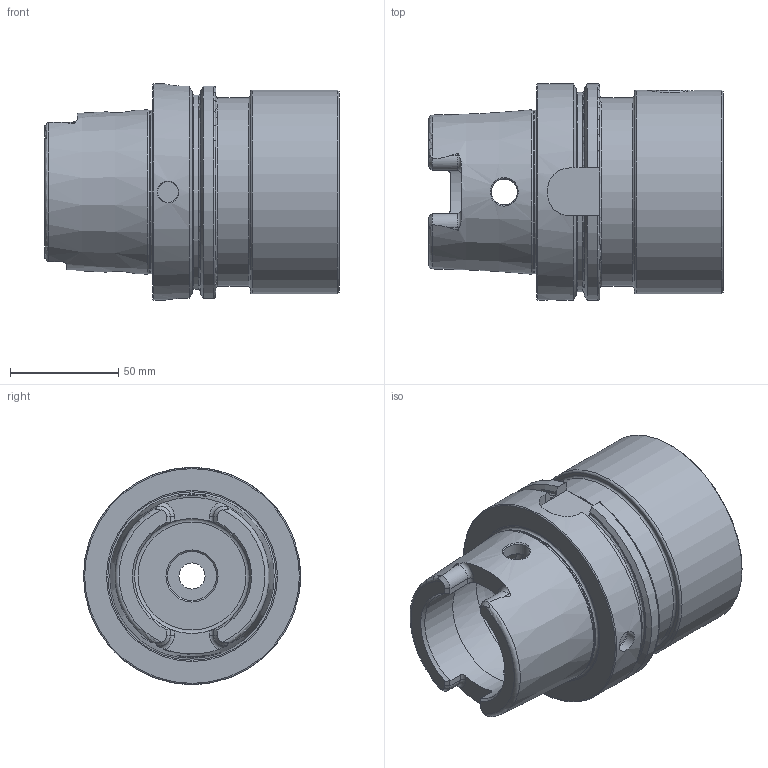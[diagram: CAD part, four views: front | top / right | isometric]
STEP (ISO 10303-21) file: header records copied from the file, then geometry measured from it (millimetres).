
FILE_DESCRIPTION (( 'STEP AP214' ), '1' );
FILE_NAME ('HA0.MB9.K01.086.STEP', '2020-07-01T08:23:24', ( '' ), ( '' ), 'SwSTEP 2.0', 'SolidWorks 2017', '' );
FILE_SCHEMA (( 'AUTOMOTIVE_DESIGN' ));
Length unit declared in the file: millimetre
Products named in the file (3): HA0.MB9.K01.086; HA0-MB9.K01.086_B_Fertigbearbeitung; MB9-ER1.001.032_A
Assembly tree (2 placements, depth 2):
  HA0.MB9.K01.086
    HA0-MB9.K01.086_B_Fertigbearbeitung
    MB9-ER1.001.032_A
Bounding box: 135.9 x 100 x 100 mm (x, y, z)
Volume: 522301.9 mm3; surface area: 79200.9 mm2
Topology: 2 solids, 2 shells, 173 faces, 444 edges, 278 vertices
Faces by surface type: plane 70, cylinder 46, cone 28, torus 27, bspline 2
Full cylindrical faces by diameter (mm): 10 x2, 12 x3, 18.5 x1, 20 x1, 22.5 x1, 26 x1, 50 x1, 50.6 x1, 53 x2, 63 x1, 75.265 x1, 87 x1, 94 x1, 100 x1
Entity records: 7693 total; most frequent: CARTESIAN_POINT 2786, DIRECTION 791, ORIENTED_EDGE 752, EDGE_CURVE 376, AXIS2_PLACEMENT_3D 330, VERTEX_POINT 260, EDGE_LOOP 234, FACE_OUTER_BOUND 205
